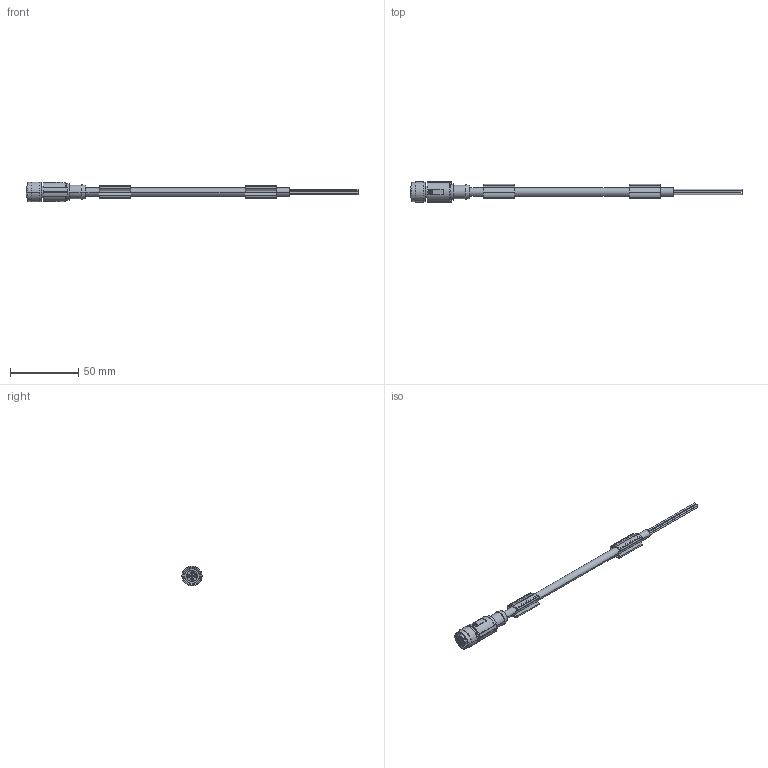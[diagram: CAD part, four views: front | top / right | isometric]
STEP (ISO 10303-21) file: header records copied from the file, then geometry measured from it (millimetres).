
FILE_DESCRIPTION(('SolidDesigner STEP Export'),'2;1');
FILE_NAME('1682951.stp','2009-07-15T12:43:32',(''),(''),'CoCreate Modeling STEP processor for AP214 (Solid Model)','CoCreate Modeling 16.00A 16-Aug-2008 (C) Parametric Technology GmbH','');
FILE_SCHEMA(('AUTOMOTIVE_DESIGN { 1 0 10303 214 1 1 1 1 }'));
Length unit declared in the file: millimetre
Products named in the file (2): 1682951
Assembly tree (1 placements, depth 2):
  1682951
    1682951
Bounding box: 244 x 15 x 14.7 mm (x, y, z)
Volume: 10757.2 mm3; surface area: 9676.8 mm2
Topology: 1 solids, 1 shells, 274 faces, 756 edges, 504 vertices
Faces by surface type: cylinder 133, plane 87, cone 32, extrusion 18, torus 4
Entity records: 11937 total; most frequent: CARTESIAN_POINT 3808, ORIENTED_EDGE 1512, DIRECTION 1146, EDGE_CURVE 756, VERTEX_POINT 504, AXIS2_PLACEMENT_3D 400, VECTOR 346, LINE 328
